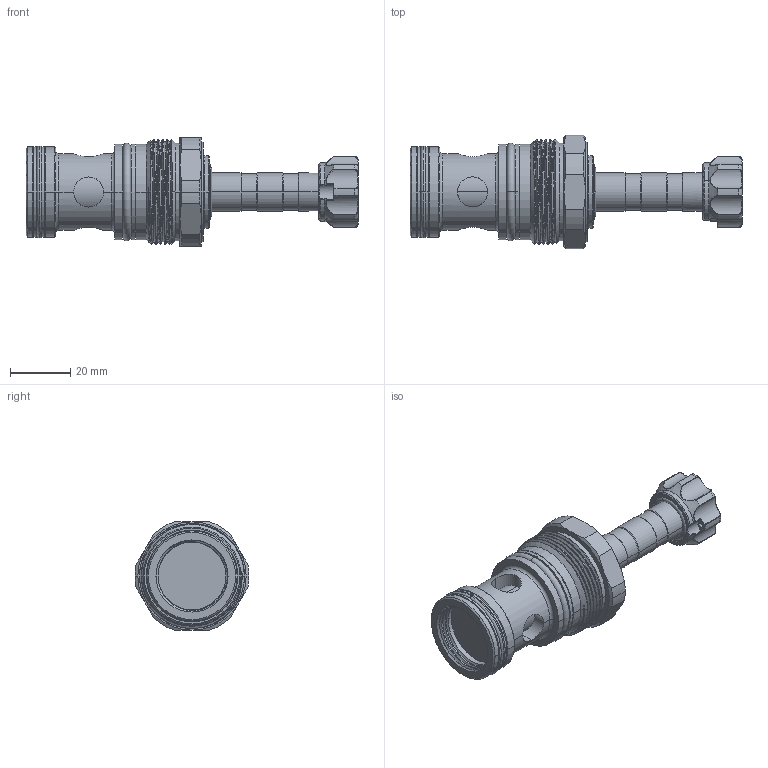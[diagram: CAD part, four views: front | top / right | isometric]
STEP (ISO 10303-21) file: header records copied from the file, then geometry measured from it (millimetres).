
FILE_DESCRIPTION (( 'STEP AP203' ), '1' );
FILE_NAME ('EP35MV2A01N85.STEP', '2020-04-15T08:58:16', ( '' ), ( '' ), 'SwSTEP 2.0', 'SolidWorks 2018', '' );
FILE_SCHEMA (( 'CONFIG_CONTROL_DESIGN' ));
Length unit declared in the file: millimetre
Products named in the file (1): EP35MV2A01N85
Bounding box: 110.4 x 37.9 x 36 mm (x, y, z)
Volume: 49363.5 mm3; surface area: 15964.3 mm2
Topology: 4 solids, 4 shells, 300 faces, 709 edges, 433 vertices
Faces by surface type: cylinder 135, cone 49, torus 43, bspline 39, plane 34
Entity records: 15858 total; most frequent: CARTESIAN_POINT 9217, ORIENTED_EDGE 1414, DIRECTION 1350, EDGE_CURVE 707, AXIS2_PLACEMENT_3D 585, VERTEX_POINT 433, EDGE_LOOP 326, CIRCLE 323
